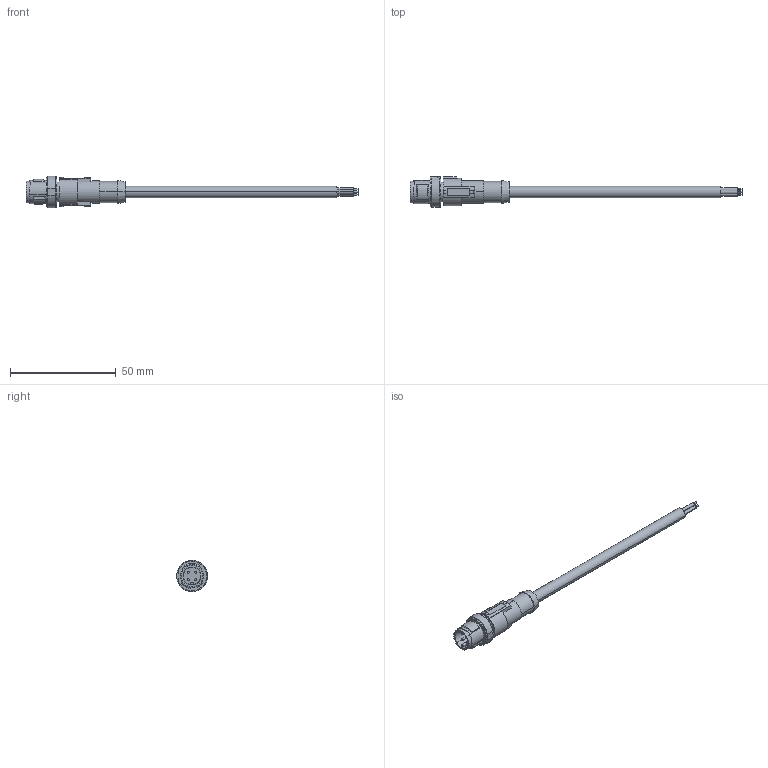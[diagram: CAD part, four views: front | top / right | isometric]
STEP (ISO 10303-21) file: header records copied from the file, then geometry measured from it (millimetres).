
FILE_DESCRIPTION(('SolidDesigner STEP Export'),'2;1');
FILE_NAME('1406226_SAC_4P_MS_2.0_542_SCO_BK-select.stp','2013-06-12T 9:33:42',(''),(''),'Creo Elements/Direct Modeling STEP processor for AP214 (Solid Model)','Creo Elements/Direct Modeling 18.1 06-May-2012 (C) Parametric Technology GmbH','');
FILE_SCHEMA(('AUTOMOTIVE_DESIGN { 1 0 10303 214 1 1 1 1 }'));
Length unit declared in the file: millimetre
Products named in the file (1): 1406226_SAC_4P_MS_2.0_542_SCO_BK-select
Bounding box: 156.8 x 14.4 x 14.79 mm (x, y, z)
Volume: 6862.4 mm3; surface area: 4458.7 mm2
Topology: 1 solids, 1 shells, 160 faces, 404 edges, 268 vertices
Faces by surface type: plane 68, cylinder 63, cone 23, bspline 6
Entity records: 9078 total; most frequent: CARTESIAN_POINT 4088, ORIENTED_EDGE 808, DIRECTION 665, EDGE_CURVE 404, VERTEX_POINT 268, AXIS2_PLACEMENT_3D 241, VECTOR 183, LINE 183
